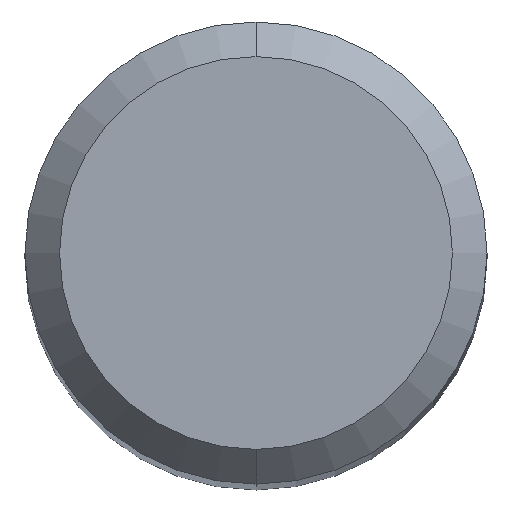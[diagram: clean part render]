
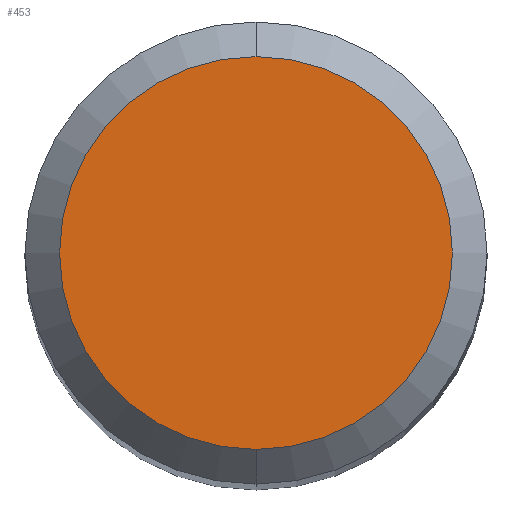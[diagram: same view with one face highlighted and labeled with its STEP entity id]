
A CAD part, top view. The second image highlights one B-rep face of the part: STEP entity #453.
In plain terms, the highlighted planar face has unit normal (0, 0, 1).
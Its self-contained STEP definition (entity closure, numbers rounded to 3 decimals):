
#273=EDGE_CURVE('',#359,#325,#593,.T.);
#325=VERTEX_POINT('',#648);
#359=VERTEX_POINT('',#686);
#387=EDGE_CURVE('',#325,#359,#716,.T.);
#453=ADVANCED_FACE('',(#789),#790,.T.);
#593=CIRCLE('',#972,1.7);
#648=CARTESIAN_POINT('',(0.,-1.7,0.0));
#686=CARTESIAN_POINT('',(0.0,1.7,0.0));
#716=CIRCLE('',#1261,1.7);
#789=FACE_OUTER_BOUND('',#1396,.T.);
#790=PLANE('',#1397);
#972=AXIS2_PLACEMENT_3D('',#1581,#1582,#1583);
#1261=AXIS2_PLACEMENT_3D('',#1710,#1711,#1712);
#1396=EDGE_LOOP('',(#1796,#1797));
#1397=AXIS2_PLACEMENT_3D('',#1798,#1799,#1800);
#1581=CARTESIAN_POINT('',(0.0,0.0,0.0));
#1582=DIRECTION('',(0.0,0.0,-1.0));
#1583=DIRECTION('',(0.0,1.0,0.0));
#1710=CARTESIAN_POINT('',(0.0,0.0,0.0));
#1711=DIRECTION('',(0.0,0.0,-1.0));
#1712=DIRECTION('',(0.0,1.0,0.0));
#1796=ORIENTED_EDGE('',*,*,#273,.F.);
#1797=ORIENTED_EDGE('',*,*,#387,.F.);
#1798=CARTESIAN_POINT('',(0.0,0.85,0.0));
#1799=DIRECTION('',(-0.0,0.0,1.0));
#1800=DIRECTION('',(0.0,-1.0,0.0));
